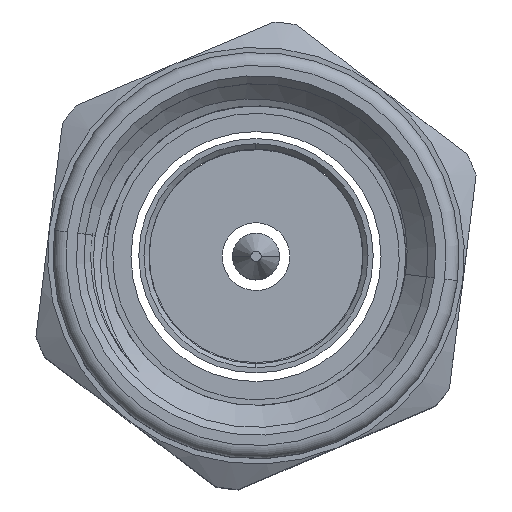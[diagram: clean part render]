
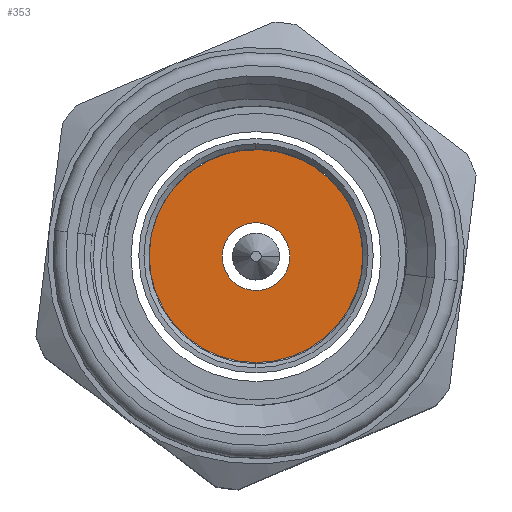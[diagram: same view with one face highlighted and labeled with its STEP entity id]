
A CAD part, top view. The second image highlights one B-rep face of the part: STEP entity #353.
In plain terms, the highlighted planar face has unit normal (0, 0, 1).
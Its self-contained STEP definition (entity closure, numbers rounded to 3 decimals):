
#59 = CARTESIAN_POINT ( 'NONE',  ( -0.931, 1.815, 16.5 ) ) ;
#62 = CARTESIAN_POINT ( 'NONE',  ( 0.931, -1.849, 16.5 ) ) ;
#85 = DIRECTION ( 'NONE',  ( 0., 0., -1. ) ) ;
#95 = DIRECTION ( 'NONE',  ( 0., 0., -1. ) ) ;
#240 = EDGE_CURVE ( 'NONE', #1650, #882, #604, .T. ) ;
#257 = EDGE_LOOP ( 'NONE', ( #623, #2409 ) ) ;
#272 = CARTESIAN_POINT ( 'NONE',  ( -0.294, 0.563, 16.5 ) ) ;
#326 = CIRCLE ( 'NONE', #1586, 0.65 ) ;
#344 = VERTEX_POINT ( 'NONE', #2220 ) ;
#353 = ADVANCED_FACE ( 'NONE', ( #2247, #555 ), #1118, .T. ) ;
#467 = ORIENTED_EDGE ( 'NONE', *, *, #2171, .T. ) ;
#515 = DIRECTION ( 'NONE',  ( 0., 0., -1. ) ) ;
#555 = FACE_OUTER_BOUND ( 'NONE', #257, .T. ) ;
#584 = VERTEX_POINT ( 'NONE', #272 ) ;
#604 = CIRCLE ( 'NONE', #1705, 2.055 ) ;
#622 = DIRECTION ( 'NONE',  ( -0.453, 0.891, 0. ) ) ;
#623 = ORIENTED_EDGE ( 'NONE', *, *, #968, .F. ) ;
#657 = CARTESIAN_POINT ( 'NONE',  ( 0., -0.017, 16.5 ) ) ;
#691 = CARTESIAN_POINT ( 'NONE',  ( 0., -0.017, 16.5 ) ) ;
#845 = DIRECTION ( 'NONE',  ( -0.453, 0.891, 0. ) ) ;
#871 = EDGE_LOOP ( 'NONE', ( #467, #1573 ) ) ;
#882 = VERTEX_POINT ( 'NONE', #59 ) ;
#968 = EDGE_CURVE ( 'NONE', #882, #1650, #1314, .T. ) ;
#1118 = PLANE ( 'NONE',  #1550 ) ;
#1150 = CIRCLE ( 'NONE', #2029, 0.65 ) ;
#1212 = CARTESIAN_POINT ( 'NONE',  ( 0., -0.017, 16.5 ) ) ;
#1264 = CARTESIAN_POINT ( 'NONE',  ( -0.294, 0.563, 16.5 ) ) ;
#1314 = CIRCLE ( 'NONE', #2424, 2.055 ) ;
#1550 = AXIS2_PLACEMENT_3D ( 'NONE', #1264, #1878, #2042 ) ;
#1573 = ORIENTED_EDGE ( 'NONE', *, *, #1895, .T. ) ;
#1586 = AXIS2_PLACEMENT_3D ( 'NONE', #657, #515, #1596 ) ;
#1596 = DIRECTION ( 'NONE',  ( -0.453, 0.891, 0. ) ) ;
#1650 = VERTEX_POINT ( 'NONE', #62 ) ;
#1705 = AXIS2_PLACEMENT_3D ( 'NONE', #691, #85, #1814 ) ;
#1780 = DIRECTION ( 'NONE',  ( 0., 0., -1. ) ) ;
#1814 = DIRECTION ( 'NONE',  ( -0.453, 0.891, 0. ) ) ;
#1878 = DIRECTION ( 'NONE',  ( 0., 0., 1. ) ) ;
#1895 = EDGE_CURVE ( 'NONE', #344, #584, #1150, .T. ) ;
#2029 = AXIS2_PLACEMENT_3D ( 'NONE', #1212, #95, #845 ) ;
#2042 = DIRECTION ( 'NONE',  ( 0.453, -0.891, 0. ) ) ;
#2145 = CARTESIAN_POINT ( 'NONE',  ( 0., -0.017, 16.5 ) ) ;
#2171 = EDGE_CURVE ( 'NONE', #584, #344, #326, .T. ) ;
#2220 = CARTESIAN_POINT ( 'NONE',  ( 0.294, -0.596, 16.5 ) ) ;
#2247 = FACE_BOUND ( 'NONE', #871, .T. ) ;
#2409 = ORIENTED_EDGE ( 'NONE', *, *, #240, .F. ) ;
#2424 = AXIS2_PLACEMENT_3D ( 'NONE', #2145, #1780, #622 ) ;
